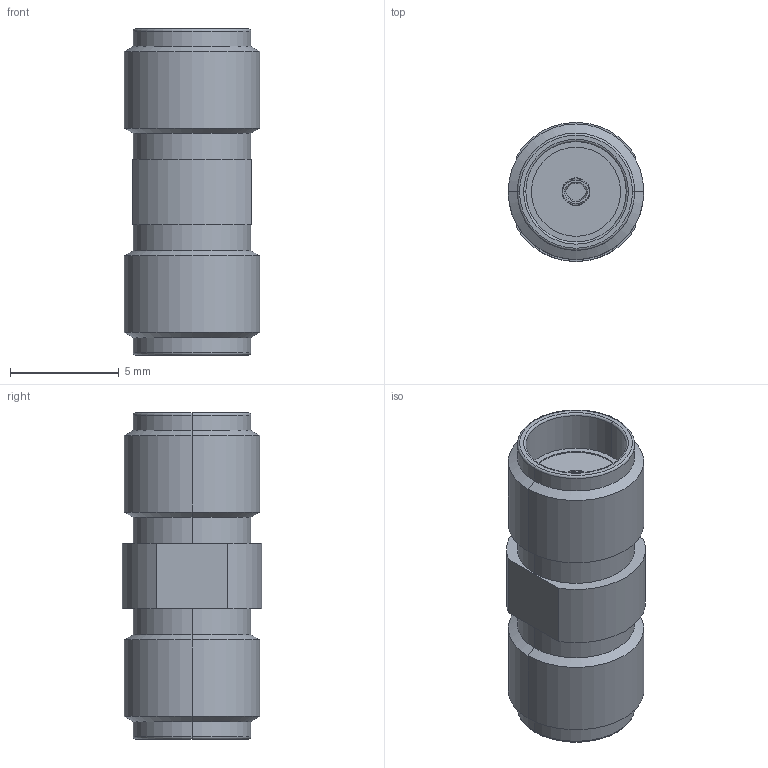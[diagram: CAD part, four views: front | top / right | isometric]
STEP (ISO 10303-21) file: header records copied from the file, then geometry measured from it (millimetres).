
FILE_DESCRIPTION (( 'STEP AP214' ), '1' );
FILE_NAME ('J01154A0001.STEP', '2018-10-30T14:55:50', ( '' ), ( '' ), 'SwSTEP 2.0', 'SolidWorks 2017', '' );
FILE_SCHEMA (( 'AUTOMOTIVE_DESIGN' ));
Length unit declared in the file: millimetre
Products named in the file (1): J01154A0001
Bounding box: 6.24 x 6.4 x 15 mm (x, y, z)
Volume: 354.5 mm3; surface area: 446.7 mm2
Topology: 1 solids, 1 shells, 78 faces, 168 edges, 104 vertices
Faces by surface type: cylinder 34, plane 24, torus 12, cone 8
Entity records: 2998 total; most frequent: CARTESIAN_POINT 399, DIRECTION 390, ORIENTED_EDGE 336, EDGE_CURVE 168, AXIS2_PLACEMENT_3D 159, VERTEX_POINT 104, EDGE_LOOP 90, CIRCLE 80
